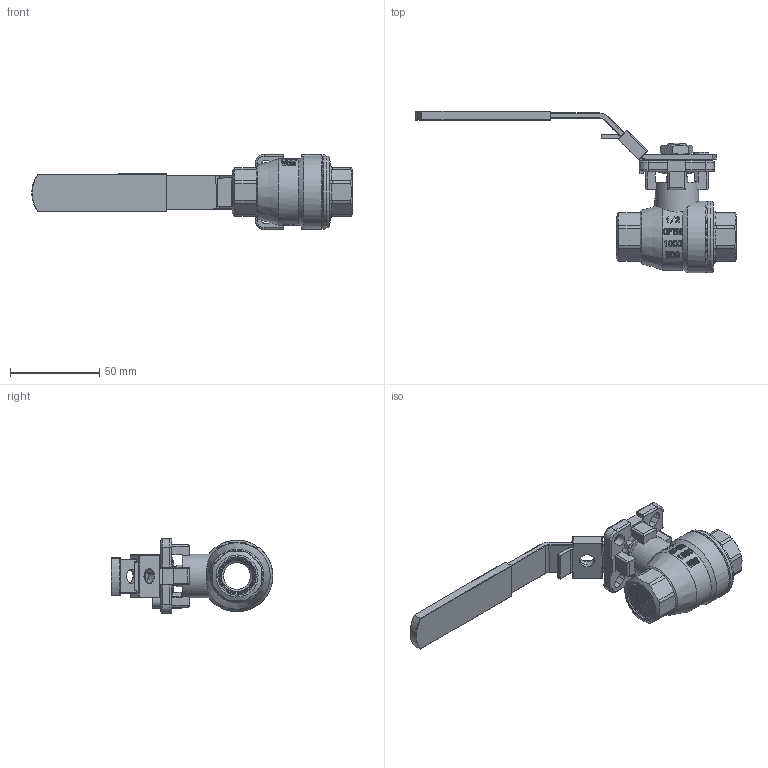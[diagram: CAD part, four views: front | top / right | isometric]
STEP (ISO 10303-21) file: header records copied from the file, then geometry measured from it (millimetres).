
FILE_DESCRIPTION(/* description */ ('Unknown'),/* implementation_level */ '2;1');
FILE_NAME(/* name */ '9650-04',/* time_stamp */ '2023-02-02T09:00:16+01:00',/* author */ ('Unknown'),/* organization */ ('Unknown'),/* preprocessor_version */ 'ST-DEVELOPER v16.7',/* originating_system */ 'Solid Edge',/* authorisation */ 'Unknown');
FILE_SCHEMA (('AUTOMOTIVE_DESIGN {1 0 10303 214 3 1 1}'));
Products named in the file (9): 0.5-1000WOG  KV-L20; 概裝0.5-1000WOG; hex thin nut chamfered gradeab_iso_Hexagon Thin Nut ISO - 4035 - M10 
- N; 滅侂菜え; 圆口垫圈; 忒梟; socket head cap screw_iso_ISO 4762 M5 x 12 --- 12N; hex nut gradec_iso_Hexagon Nut ISO - 4034 - M5 - N
Assembly tree (9 placements, depth 2):
  (unnamed)
    0.5-1000WOG  KV-L20
    概裝0.5-1000WOG
    hex thin nut chamfered gradeab_iso_Hexagon Thin Nut ISO - 4035 - M10 
- N  x2
    滅侂菜え
    圆口垫圈
    忒梟
    socket head cap screw_iso_ISO 4762 M5 x 12 --- 12N
    hex nut gradec_iso_Hexagon Nut ISO - 4034 - M5 - N
Bounding box: 179.14 x 90.33 x 42 mm (x, y, z)
Volume: 79347.1 mm3; surface area: 41551.3 mm2
Topology: 9 solids, 9 shells, 815 faces, 2163 edges, 1398 vertices
Faces by surface type: plane 393, cylinder 196, bspline 102, cone 76, torus 32, sphere 16
Full cylindrical faces by diameter (mm): 4.2 x1, 5 x2, 8 x2, 8.5 x3, 10 x2, 12 x1, 13 x1, 15 x1, 16 x1, 18 x1, 24.5 x1, 26 x1, 31.925 x1, 40 x2
Entity records: 51632 total; most frequent: CARTESIAN_POINT 32811, ORIENTED_EDGE 4024, DIRECTION 3497, EDGE_CURVE 2012, VERTEX_POINT 1347, AXIS2_PLACEMENT_3D 1223, LINE 1051, VECTOR 1051
